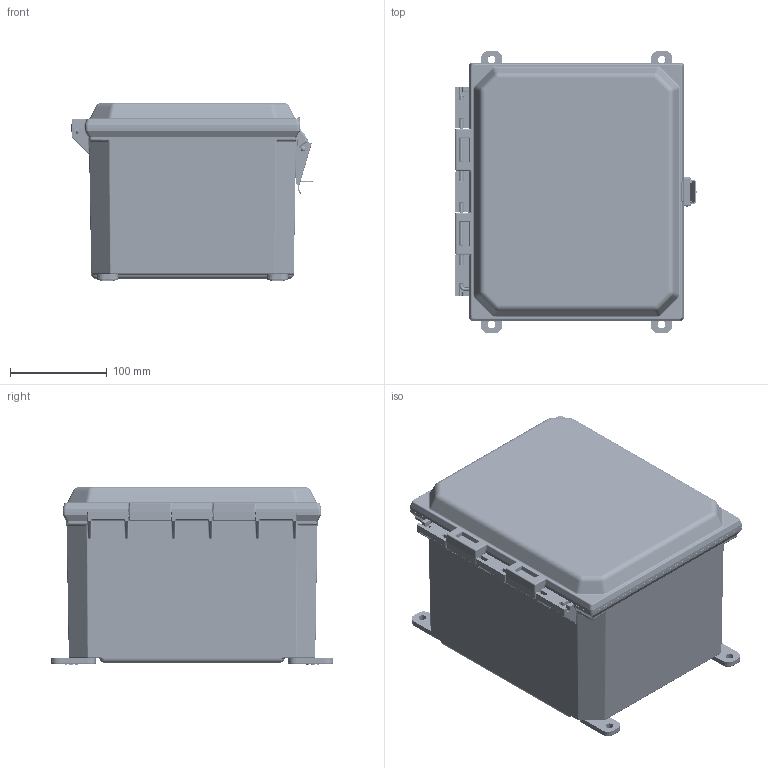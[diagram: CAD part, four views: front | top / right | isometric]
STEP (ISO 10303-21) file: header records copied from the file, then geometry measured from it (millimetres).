
FILE_DESCRIPTION (( 'STEP AP203' ), '1' );
FILE_NAME ('AMP1086L.step', '2017-01-25T19:07:19', ( '' ), ( '' ), 'SwSTEP 2.0', 'SolidWorks 2016', '' );
FILE_SCHEMA (( 'CONFIG_CONTROL_DESIGN' ));
Length unit declared in the file: inch
Products named in the file (20): 70-AMPSSLCH316 (LATCH BASE); 2317001_WP1084C FIP Gasket Profile; 70-AMPSSLCH316 (LATCH LEVER); 2317200; 70-AMPSSLCH316 (LATCH HOOK); WGP1084C; 70-AMPSSLCH316 (RIVET A); 70-HPIN10316; WP1086B_box; 70-AMPSSLCH316 (RIVET B); 70-60822PC-1; 70-60250; 70-AMPSSLCH316_INSTALLED POSITION; 55-1032516_PreviewCfg; WP1086BI8; AMP1086L; 2381001; 2317001_Gray Polycarbonate; 55-103212316; WP1084C
Assembly tree (35 placements, depth 4):
  AMP1086L
    WP1086BI8
      WP1086B_box
      70-60250  x8
    WGP1084C
      WP1084C
        2317001_Gray Polycarbonate
      2317200
        2317001_WP1084C FIP Gasket Profile
    70-HPIN10316
    70-60822PC-1
    55-1032516_PreviewCfg  x4
    2381001  x4
    55-103212316  x4
    70-AMPSSLCH316_INSTALLED POSITION
      70-AMPSSLCH316 (LATCH BASE)
      70-AMPSSLCH316 (LATCH LEVER)
      70-AMPSSLCH316 (LATCH HOOK)
      70-AMPSSLCH316 (RIVET A)
      70-AMPSSLCH316 (RIVET B)
Bounding box: 248.95 x 291.28 x 183.31 mm (x, y, z)
Volume: 1533588.4 mm3; surface area: 869400.6 mm2
Topology: 31 solids, 31 shells, 6666 faces, 17034 edges, 10737 vertices
Faces by surface type: plane 2865, bspline 1404, cylinder 1376, cone 624, torus 230, sphere 167
Entity records: 212943 total; most frequent: CARTESIAN_POINT 94286, ORIENTED_EDGE 26338, DIRECTION 20515, EDGE_CURVE 13169, VERTEX_POINT 8294, VECTOR 7653, LINE 7653, AXIS2_PLACEMENT_3D 6431
